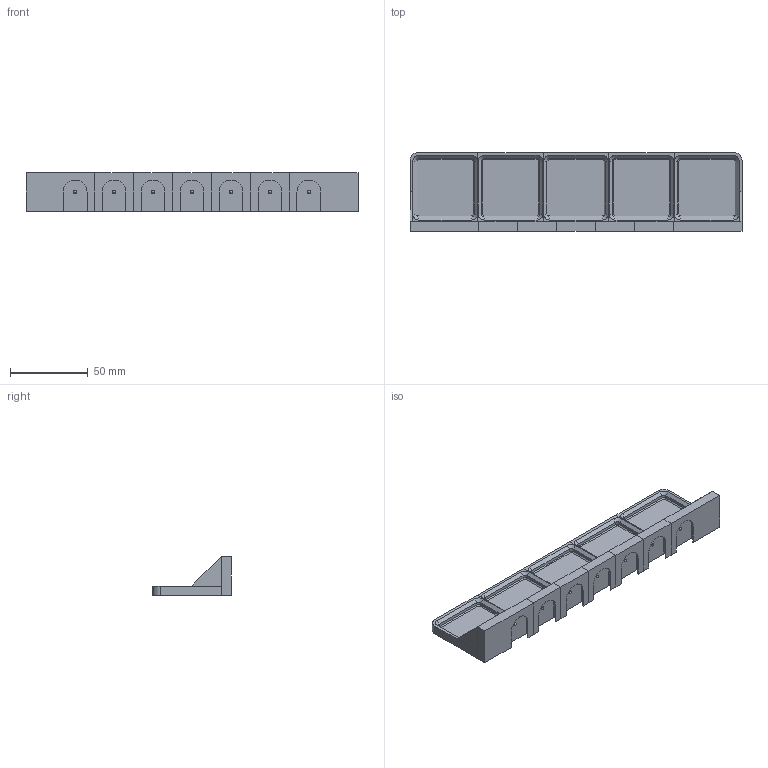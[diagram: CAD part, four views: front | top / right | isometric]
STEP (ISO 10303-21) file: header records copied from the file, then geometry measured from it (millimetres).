
FILE_DESCRIPTION(('HOOPS Exchange Step'),'2;1');
FILE_NAME('temp_export','2024-02-26T22:21:58+01:00',('ddanier'),('Shapr3D Limited'),'HOOPS Exchange 2023.2','Shapr3D','Authorized');
FILE_SCHEMA( ('AUTOMOTIVE_DESIGN { 1 0 10303 214 1 1 1 1 }') );
Length unit declared in the file: millimetre
Products named in the file (1): Gridfinity 5x1 shelve
Bounding box: 213 x 50.5 x 25 mm (x, y, z)
Volume: 47878.8 mm3; surface area: 45159 mm2
Topology: 14 solids, 14 shells, 286 faces, 651 edges, 398 vertices
Faces by surface type: plane 196, cone 54, cylinder 36
Entity records: 7806 total; most frequent: DIRECTION 1337, CARTESIAN_POINT 1329, ORIENTED_EDGE 1288, EDGE_CURVE 644, VECTOR 525, LINE 525, AXIS2_PLACEMENT_3D 406, VERTEX_POINT 398
